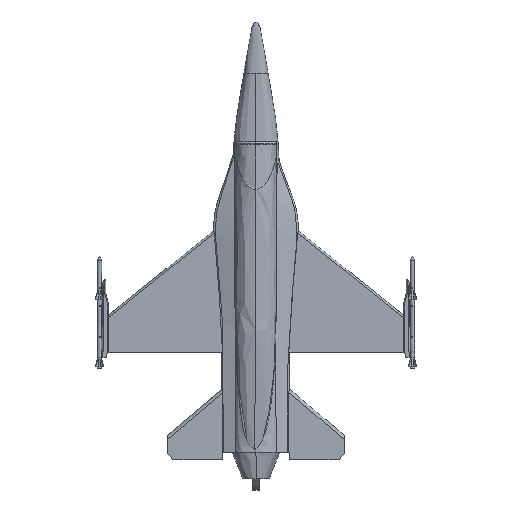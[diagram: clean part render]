
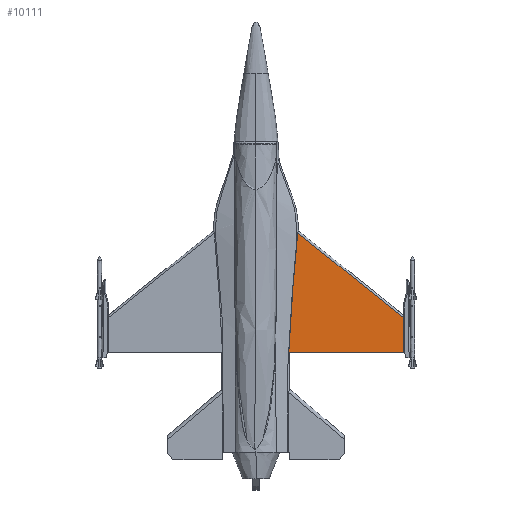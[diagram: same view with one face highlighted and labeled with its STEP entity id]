
A CAD part, front view. The second image highlights one B-rep face of the part: STEP entity #10111.
In plain terms, the highlighted free-form (B-spline) face has degree [1, 1] with [2, 2] control points.
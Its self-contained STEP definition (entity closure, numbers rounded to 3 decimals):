
#10111 = ADVANCED_FACE('',(#10112),#10174,.T.);
#10112 = FACE_BOUND('',#10113,.T.);
#10113 = EDGE_LOOP('',(#10114,#10123,#10162,#10169));
#10114 = ORIENTED_EDGE('',*,*,#10115,.F.);
#10115 = EDGE_CURVE('',#10116,#10118,#10120,.T.);
#10116 = VERTEX_POINT('',#10117);
#10117 = CARTESIAN_POINT('',(40.645,-3.174,
    141.133));
#10118 = VERTEX_POINT('',#10119);
#10119 = CARTESIAN_POINT('',(180.431,-3.174,
    28.907));
#10120 = B_SPLINE_CURVE_WITH_KNOTS('',1,(#10121,#10122),.UNSPECIFIED.,
  .F.,.F.,(2,2),(-9.9,2.964),
  .PIECEWISE_BEZIER_KNOTS.);
#10121 = CARTESIAN_POINT('',(40.645,-3.174,
    141.133));
#10122 = CARTESIAN_POINT('',(180.431,-3.174,
    28.907));
#10123 = ORIENTED_EDGE('',*,*,#10124,.F.);
#10124 = EDGE_CURVE('',#10125,#10116,#10127,.T.);
#10125 = VERTEX_POINT('',#10126);
#10126 = CARTESIAN_POINT('',(28.753,-3.174,
    -16.734));
#10127 = B_SPLINE_CURVE_WITH_KNOTS('',3,(#10128,#10129,#10130,#10131,
    #10132,#10133,#10134,#10135,#10136,#10137,#10138,#10139,#10140,
    #10141,#10142,#10143,#10144,#10145,#10146,#10147,#10148,#10149,
    #10150,#10151,#10152,#10153,#10154,#10155,#10156,#10157,#10158,
    #10159,#10160,#10161),.UNSPECIFIED.,.F.,.F.,(4,3,3,3,3,3,3,3,3,3,3,4
    ),(-16.911,-15.809,-15.804,-15.006,
    -9.647,-9.616,-7.186,-4.756,
    -4.239,-3.499,-3.484,-1.246),
  .UNSPECIFIED.);
#10128 = CARTESIAN_POINT('',(28.753,-3.174,
    -16.734));
#10129 = CARTESIAN_POINT('',(28.815,-3.174,
    -12.021));
#10130 = CARTESIAN_POINT('',(28.893,-3.174,
    -7.631));
#10131 = CARTESIAN_POINT('',(28.987,-3.174,
    -3.508));
#10132 = CARTESIAN_POINT('',(28.987,-3.174,
    -3.491));
#10133 = CARTESIAN_POINT('',(28.988,-3.174,
    -3.474));
#10134 = CARTESIAN_POINT('',(28.988,-3.174,
    -3.458));
#10135 = CARTESIAN_POINT('',(29.056,-3.174,
    -0.472));
#10136 = CARTESIAN_POINT('',(29.134,-3.174,
    2.375));
#10137 = CARTESIAN_POINT('',(29.221,-3.174,
    5.105));
#10138 = CARTESIAN_POINT('',(29.808,-3.174,
    23.432));
#10139 = CARTESIAN_POINT('',(30.798,-3.174,
    36.487));
#10140 = CARTESIAN_POINT('',(32.447,-3.174,
    50.975));
#10141 = CARTESIAN_POINT('',(32.456,-3.174,
    51.059));
#10142 = CARTESIAN_POINT('',(32.466,-3.174,
    51.143));
#10143 = CARTESIAN_POINT('',(32.475,-3.174,
    51.226));
#10144 = CARTESIAN_POINT('',(33.227,-3.174,
    57.804));
#10145 = CARTESIAN_POINT('',(34.127,-3.174,
    64.646));
#10146 = CARTESIAN_POINT('',(35.162,-3.174,
    72.511));
#10147 = CARTESIAN_POINT('',(36.196,-3.174,
    80.376));
#10148 = CARTESIAN_POINT('',(37.348,-3.174,
    89.187));
#10149 = CARTESIAN_POINT('',(38.275,-3.174,
    97.681));
#10150 = CARTESIAN_POINT('',(38.472,-3.174,
    99.487));
#10151 = CARTESIAN_POINT('',(38.656,-3.174,
    101.243));
#10152 = CARTESIAN_POINT('',(38.837,-3.174,
    103.061));
#10153 = CARTESIAN_POINT('',(39.095,-3.174,
    105.666));
#10154 = CARTESIAN_POINT('',(39.352,-3.174,
    108.457));
#10155 = CARTESIAN_POINT('',(39.588,-3.174,
    111.394));
#10156 = CARTESIAN_POINT('',(39.593,-3.174,
    111.455));
#10157 = CARTESIAN_POINT('',(39.598,-3.174,
    111.516));
#10158 = CARTESIAN_POINT('',(39.603,-3.174,
    111.577));
#10159 = CARTESIAN_POINT('',(40.313,-3.174,
    120.474));
#10160 = CARTESIAN_POINT('',(40.829,-3.174,
    130.696));
#10161 = CARTESIAN_POINT('',(40.645,-3.174,
    141.133));
#10162 = ORIENTED_EDGE('',*,*,#10163,.F.);
#10163 = EDGE_CURVE('',#10164,#10125,#10166,.T.);
#10164 = VERTEX_POINT('',#10165);
#10165 = CARTESIAN_POINT('',(180.431,-3.174,
    -16.734));
#10166 = B_SPLINE_CURVE_WITH_KNOTS('',1,(#10167,#10168),.UNSPECIFIED.,
  .F.,.F.,(2,2),(-8.105,2.78),
  .PIECEWISE_BEZIER_KNOTS.);
#10167 = CARTESIAN_POINT('',(180.431,-3.174,
    -16.734));
#10168 = CARTESIAN_POINT('',(28.753,-3.174,
    -16.734));
#10169 = ORIENTED_EDGE('',*,*,#10170,.T.);
#10170 = EDGE_CURVE('',#10164,#10118,#10171,.T.);
#10171 = B_SPLINE_CURVE_WITH_KNOTS('',1,(#10172,#10173),.UNSPECIFIED.,
  .F.,.F.,(2,2),(-3.532,-0.256),
  .PIECEWISE_BEZIER_KNOTS.);
#10172 = CARTESIAN_POINT('',(180.431,-3.174,
    -16.734));
#10173 = CARTESIAN_POINT('',(180.431,-3.174,
    28.907));
#10174 = B_SPLINE_SURFACE_WITH_KNOTS('',1,1,(
    (#10175,#10176)
    ,(#10177,#10178
    )),.UNSPECIFIED.,.F.,.F.,.F.,(2,2),(2,2),(-5.482,
    5.404),(-5.571,5.76),
  .PIECEWISE_BEZIER_KNOTS.);
#10175 = CARTESIAN_POINT('',(180.444,-3.174,
    141.147));
#10176 = CARTESIAN_POINT('',(180.444,-3.174,
    -16.748));
#10177 = CARTESIAN_POINT('',(28.74,-3.174,
    141.147));
#10178 = CARTESIAN_POINT('',(28.74,-3.174,
    -16.748));
